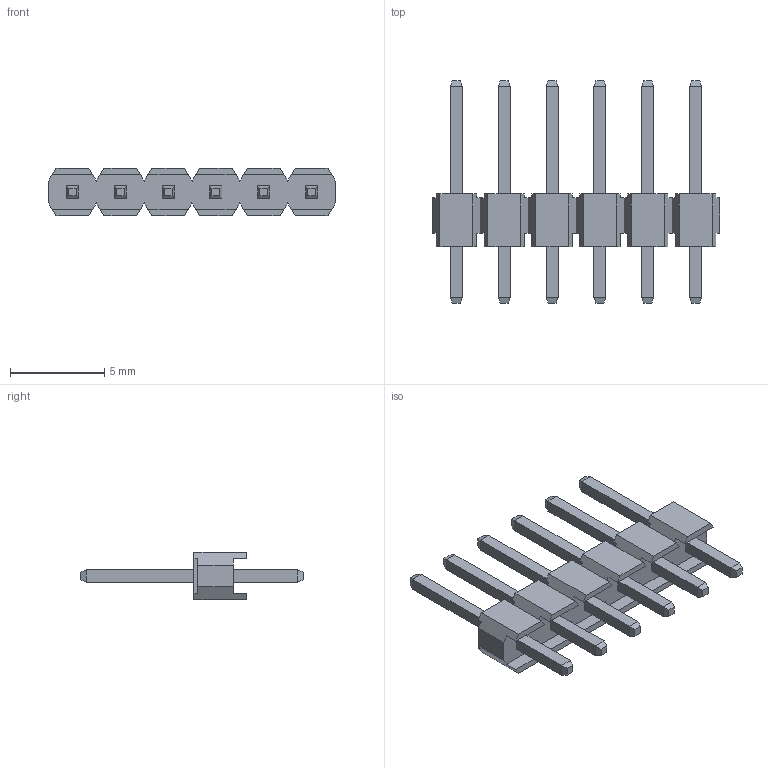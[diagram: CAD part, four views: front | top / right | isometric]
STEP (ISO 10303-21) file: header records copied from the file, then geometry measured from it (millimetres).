
FILE_DESCRIPTION (( 'STEP AP214' ), '1' );
FILE_NAME ('pls-6.STEP', '2011-06-02T10:19:25', ( 'vpeshkov' ), ( 'licard' ), 'SwSTEP 2.0', 'SolidWorks 2009', '' );
FILE_SCHEMA (( 'AUTOMOTIVE_DESIGN' ));
Length unit declared in the file: millimetre
Products named in the file (1): pls-6
Bounding box: 15.24 x 11.8 x 2.54 mm (x, y, z)
Volume: 102.6 mm3; surface area: 346.3 mm2
Topology: 1 solids, 1 shells, 196 faces, 498 edges, 316 vertices
Faces by surface type: plane 196
Entity records: 6940 total; most frequent: CARTESIAN_POINT 1011, ORIENTED_EDGE 996, DIRECTION 892, EDGE_CURVE 498, VECTOR 498, LINE 498, VERTEX_POINT 316, EDGE_LOOP 208
